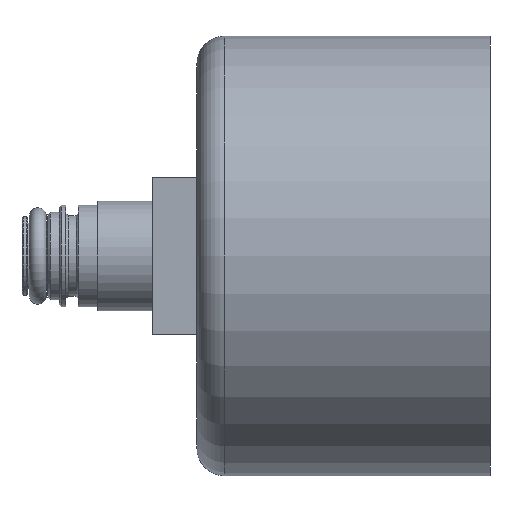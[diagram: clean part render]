
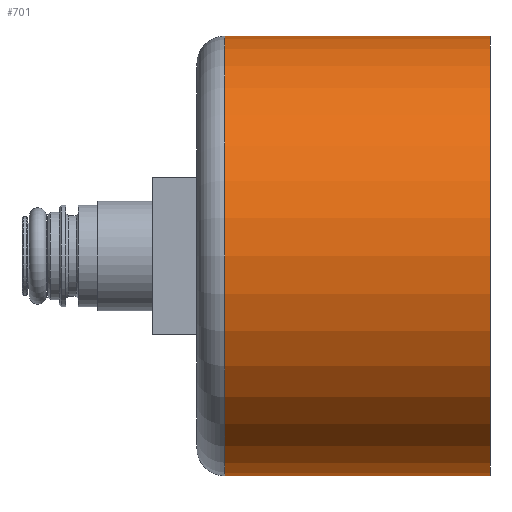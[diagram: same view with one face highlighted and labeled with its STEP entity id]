
A CAD part, front view. The second image highlights one B-rep face of the part: STEP entity #701.
In plain terms, the highlighted cylindrical face has radius 19.5 mm (diameter 39 mm), a full revolution.
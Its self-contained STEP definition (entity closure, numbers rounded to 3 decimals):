
#37=CYLINDRICAL_SURFACE('',#763,19.5);
#123=ORIENTED_EDGE('',*,*,#183,.F.);
#124=ORIENTED_EDGE('',*,*,#182,.T.);
#182=EDGE_CURVE('',#221,#221,#252,.T.);
#183=EDGE_CURVE('',#222,#222,#253,.T.);
#221=VERTEX_POINT('',#1021);
#222=VERTEX_POINT('',#1024);
#252=CIRCLE('',#762,19.5);
#253=CIRCLE('',#764,19.5);
#307=EDGE_LOOP('',(#123));
#308=EDGE_LOOP('',(#124));
#375=FACE_BOUND('',#307,.T.);
#376=FACE_BOUND('',#308,.T.);
#701=ADVANCED_FACE('',(#375,#376),#37,.T.);
#762=AXIS2_PLACEMENT_3D('',#1020,#887,#888);
#763=AXIS2_PLACEMENT_3D('',#1022,#889,#890);
#764=AXIS2_PLACEMENT_3D('',#1023,#891,#892);
#887=DIRECTION('',(-1.,0.,0.));
#888=DIRECTION('',(0.,-1.,0.));
#889=DIRECTION('',(-1.,0.,0.));
#890=DIRECTION('',(0.,-1.,0.));
#891=DIRECTION('',(-1.,0.,0.));
#892=DIRECTION('',(0.,-1.,0.));
#1020=CARTESIAN_POINT('',(29.95,0.,0.));
#1021=CARTESIAN_POINT('',(29.95,-19.5,0.));
#1022=CARTESIAN_POINT('',(-11.55,0.,0.));
#1023=CARTESIAN_POINT('',(6.45,0.,0.));
#1024=CARTESIAN_POINT('',(6.45,-19.5,0.));
